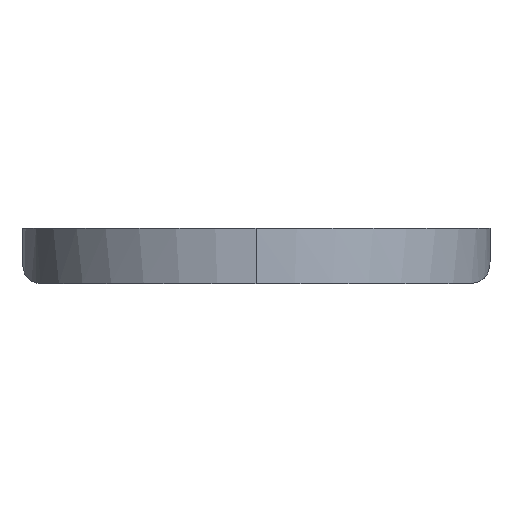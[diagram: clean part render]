
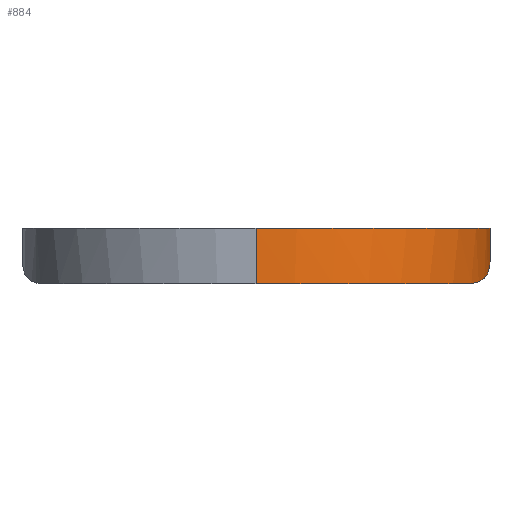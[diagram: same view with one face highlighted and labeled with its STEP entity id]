
A CAD part, left-side view. The second image highlights one B-rep face of the part: STEP entity #884.
In plain terms, the highlighted cylindrical face has radius 26.988 mm (diameter 53.975 mm), a partial arc.
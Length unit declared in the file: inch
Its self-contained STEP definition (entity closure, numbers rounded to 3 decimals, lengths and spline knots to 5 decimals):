
#73 = CIRCLE ( 'NONE', #2502, 1.0625 ) ;
#74 = DIRECTION ( 'NONE',  ( 0., 0., -1. ) ) ;
#82 = EDGE_LOOP ( 'NONE', ( #347, #202, #1801, #511, #2015 ) ) ;
#97 = CARTESIAN_POINT ( 'NONE',  ( 0., -1.0625, 0.25 ) ) ;
#202 = ORIENTED_EDGE ( 'NONE', *, *, #222, .T. ) ;
#222 = EDGE_CURVE ( 'NONE', #2132, #1793, #1019, .T. ) ;
#347 = ORIENTED_EDGE ( 'NONE', *, *, #1710, .F. ) ;
#362 = VERTEX_POINT ( 'NONE', #1137 ) ;
#496 = AXIS2_PLACEMENT_3D ( 'NONE', #1226, #2167, #1000 ) ;
#511 = ORIENTED_EDGE ( 'NONE', *, *, #1555, .T. ) ;
#546 = FACE_OUTER_BOUND ( 'NONE', #82, .T. ) ;
#569 = CYLINDRICAL_SURFACE ( 'NONE', #496, 1.0625 ) ;
#607 = AXIS2_PLACEMENT_3D ( 'NONE', #1946, #1959, #1982 ) ;
#757 = VERTEX_POINT ( 'NONE', #2292 ) ;
#770 = VERTEX_POINT ( 'NONE', #2428 ) ;
#884 = ADVANCED_FACE ( 'NONE', ( #546 ), #569, .T. ) ;
#959 = VECTOR ( 'NONE', #1078, 39.37008 ) ;
#1000 = DIRECTION ( 'NONE',  ( -1., 0., 0. ) ) ;
#1019 = LINE ( 'NONE', #1714, #959 ) ;
#1074 = CARTESIAN_POINT ( 'NONE',  ( -0.38156, -0.99232, 0. ) ) ;
#1078 = DIRECTION ( 'NONE',  ( 0., 0., -1. ) ) ;
#1124 = CARTESIAN_POINT ( 'NONE',  ( -0.41577, -0.97778, 0. ) ) ;
#1137 = CARTESIAN_POINT ( 'NONE',  ( 0., -1.0625, 0.25 ) ) ;
#1186 = CARTESIAN_POINT ( 'NONE',  ( -0.34719, -1.00483, 0.00357 ) ) ;
#1189 = CARTESIAN_POINT ( 'NONE',  ( -0.2778, -1.02618, 0.01448 ) ) ;
#1196 = EDGE_CURVE ( 'NONE', #362, #757, #1604, .T. ) ;
#1197 = CARTESIAN_POINT ( 'NONE',  ( -0.2427, -1.03503, 0.02191 ) ) ;
#1213 = CARTESIAN_POINT ( 'NONE',  ( -0.17214, -1.04908, 0.03913 ) ) ;
#1220 = CARTESIAN_POINT ( 'NONE',  ( -0.13678, -1.05426, 0.04888 ) ) ;
#1224 = CARTESIAN_POINT ( 'NONE',  ( -0.08382, -1.05934, 0.06472 ) ) ;
#1226 = CARTESIAN_POINT ( 'NONE',  ( 0., 0., 0.25 ) ) ;
#1227 = CARTESIAN_POINT ( 'NONE',  ( -0.06618, -1.06058, 0.07018 ) ) ;
#1231 = CARTESIAN_POINT ( 'NONE',  ( -0.03989, -1.06179, 0.079 ) ) ;
#1242 = CARTESIAN_POINT ( 'NONE',  ( -0.03114, -1.06208, 0.08202 ) ) ;
#1248 = CARTESIAN_POINT ( 'NONE',  ( -0.01823, -1.06235, 0.0871 ) ) ;
#1252 = CARTESIAN_POINT ( 'NONE',  ( -0.01396, -1.06242, 0.08888 ) ) ;
#1259 = CARTESIAN_POINT ( 'NONE',  ( -0.00777, -1.06247, 0.09203 ) ) ;
#1262 = CARTESIAN_POINT ( 'NONE',  ( -0.00573, -1.06249, 0.09315 ) ) ;
#1273 = CARTESIAN_POINT ( 'NONE',  ( -0.00295, -1.0625, 0.09521 ) ) ;
#1276 = CARTESIAN_POINT ( 'NONE',  ( -0.00206, -1.0625, 0.09596 ) ) ;
#1285 = CARTESIAN_POINT ( 'NONE',  ( -0.00058, -1.0625, 0.09775 ) ) ;
#1290 = CARTESIAN_POINT ( 'NONE',  ( 0., -1.0625, 0.09883 ) ) ;
#1297 = CARTESIAN_POINT ( 'NONE',  ( 0., -1.0625, 0.1 ) ) ;
#1555 = EDGE_CURVE ( 'NONE', #770, #757, #2305, .T. ) ;
#1604 = LINE ( 'NONE', #97, #1630 ) ;
#1630 = VECTOR ( 'NONE', #74, 39.37008 ) ;
#1639 = CIRCLE ( 'NONE', #607, 1.0625 ) ;
#1670 = EDGE_CURVE ( 'NONE', #1793, #770, #73, .T. ) ;
#1673 = CARTESIAN_POINT ( 'NONE',  ( 0., 0., 0. ) ) ;
#1678 = DIRECTION ( 'NONE',  ( 0., 0., 1. ) ) ;
#1680 = DIRECTION ( 'NONE',  ( 1., 0., 0. ) ) ;
#1710 = EDGE_CURVE ( 'NONE', #2132, #362, #1639, .T. ) ;
#1714 = CARTESIAN_POINT ( 'NONE',  ( -1.0625, 0., 0.25 ) ) ;
#1793 = VERTEX_POINT ( 'NONE', #2350 ) ;
#1801 = ORIENTED_EDGE ( 'NONE', *, *, #1670, .T. ) ;
#1946 = CARTESIAN_POINT ( 'NONE',  ( 0., 0., 0.25 ) ) ;
#1959 = DIRECTION ( 'NONE',  ( 0., 0., 1. ) ) ;
#1982 = DIRECTION ( 'NONE',  ( 1., 0., 0. ) ) ;
#2015 = ORIENTED_EDGE ( 'NONE', *, *, #1196, .F. ) ;
#2126 = CARTESIAN_POINT ( 'NONE',  ( -1.0625, 0., 0.25 ) ) ;
#2132 = VERTEX_POINT ( 'NONE', #2126 ) ;
#2167 = DIRECTION ( 'NONE',  ( 0., 0., -1. ) ) ;
#2292 = CARTESIAN_POINT ( 'NONE',  ( 0., -1.0625, 0.1 ) ) ;
#2305 = B_SPLINE_CURVE_WITH_KNOTS ( 'NONE', 3,
 ( #1124, #1074, #1186, #1189, #1197, #1213, #1220, #1224, #1227, #1231, #1242, #1248, #1252, #1259, #1262, #1273, #1276, #1285, #1290, #1297 ),
 .UNSPECIFIED., .F., .F.,
 ( 4, 2, 2, 2, 2, 2, 2, 2, 2, 4 ),
 ( 0., 0.0028, 0.00559, 0.00839, 0.00979, 0.01049, 0.01084, 0.01101, 0.0111, 0.01119 ),
 .UNSPECIFIED. ) ;
#2350 = CARTESIAN_POINT ( 'NONE',  ( -1.0625, 0., 0. ) ) ;
#2428 = CARTESIAN_POINT ( 'NONE',  ( -0.41577, -0.97778, 0. ) ) ;
#2502 = AXIS2_PLACEMENT_3D ( 'NONE', #1673, #1678, #1680 ) ;
